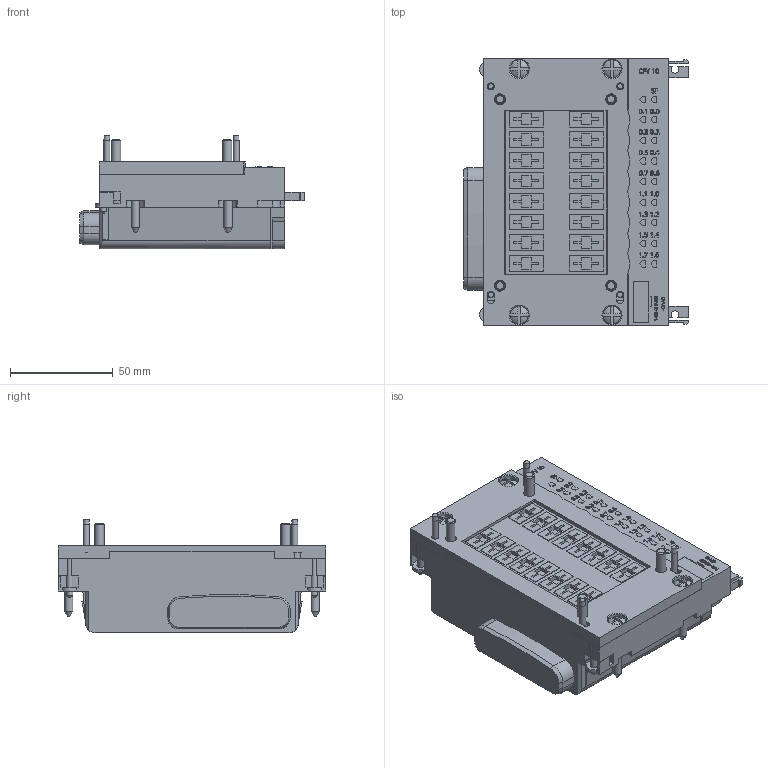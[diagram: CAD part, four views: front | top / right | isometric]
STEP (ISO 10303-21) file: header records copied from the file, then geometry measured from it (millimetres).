
FILE_DESCRIPTION(/* description */ (''),/* implementation_level */ '2;1');
FILE_NAME(/* name */ '6ES7148-4EA00-0AA0_3d.stp',/* time_stamp */ '2025-03-03T13:40:03+01:00',/* author */ (''),/* organization */ (''),/* preprocessor_version */ 'ST-DEVELOPER v18.102',/* originating_system */ 'SIEMENS PLM Software NX 2023',/* authorisation */ '');
FILE_SCHEMA (('AUTOMOTIVE_DESIGN { 1 0 10303 214 3 1 1 1 }'));
Products named in the file (4): A5E30145934A_RS-AA_002_1-labeling; A5E30145941A_RS-AA_002_2-cover; A5E30145936A_RS-AA_002_2-box; A5E30145944A_RS-AA_002_4-CAx_6ES71484EA000AA0
Assembly tree (3 placements, depth 2):
  A5E30145944A_RS-AA_002_4-CAx_6ES71484EA000AA0
    A5E30145936A_RS-AA_002_2-box
    A5E30145941A_RS-AA_002_2-cover
    A5E30145934A_RS-AA_002_1-labeling
Bounding box: 109.13 x 130 x 55.2 mm (x, y, z)
Volume: 425983.1 mm3; surface area: 67198 mm2
Topology: 103 solids, 103 shells, 1716 faces, 4175 edges, 2776 vertices
Faces by surface type: plane 1377, extrusion 186, cylinder 105, cone 32, sphere 16
Full cylindrical faces by diameter (mm): 3 x4, 3.19 x2, 3.4 x2, 3.7 x2, 4 x4, 4.6 x4, 5.3 x6, 5.5 x8, 6 x10, 6.5 x2, 8.8 x4, 9 x4
Entity records: 64915 total; most frequent: CARTESIAN_POINT 16906, ORIENTED_EDGE 8116, DIRECTION 7248, EDGE_CURVE 4058, VECTOR 3572, LINE 3386, VERTEX_POINT 2733, EDGE_LOOP 2009
